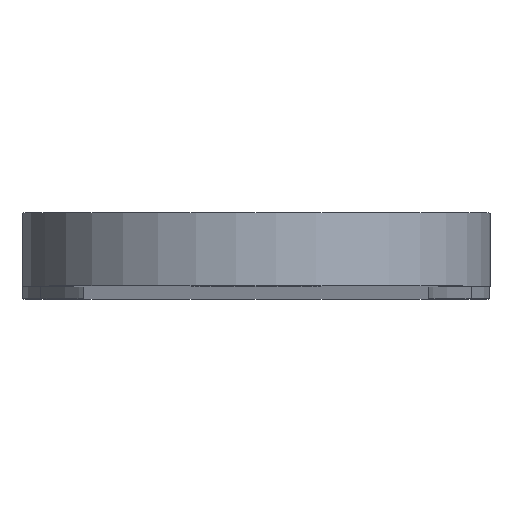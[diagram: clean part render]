
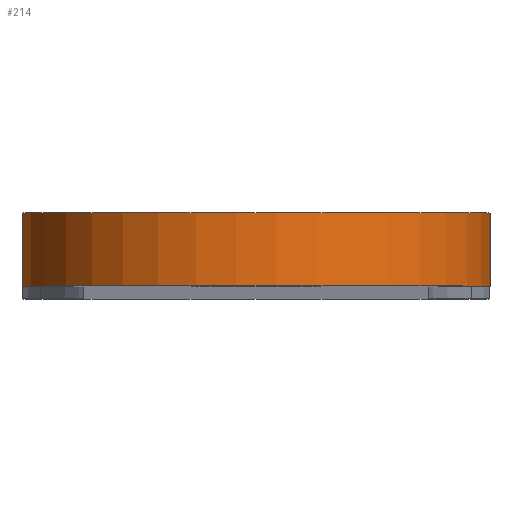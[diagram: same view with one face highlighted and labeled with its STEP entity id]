
A CAD part, top view. The second image highlights one B-rep face of the part: STEP entity #214.
In plain terms, the highlighted cylindrical face has radius 5.45 mm (diameter 10.9 mm), a partial arc.
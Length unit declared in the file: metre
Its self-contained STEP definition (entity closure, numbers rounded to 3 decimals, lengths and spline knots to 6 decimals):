
#20=CYLINDRICAL_SURFACE('',#255,0.00545);
#32=LINE('',#379,#44);
#33=LINE('',#380,#45);
#44=VECTOR('',#309,1.);
#45=VECTOR('',#310,1.);
#72=ORIENTED_EDGE('',*,*,#110,.T.);
#73=ORIENTED_EDGE('',*,*,#128,.T.);
#74=ORIENTED_EDGE('',*,*,#120,.F.);
#75=ORIENTED_EDGE('',*,*,#129,.F.);
#110=EDGE_CURVE('',#138,#139,#158,.T.);
#120=EDGE_CURVE('',#148,#149,#166,.T.);
#128=EDGE_CURVE('',#139,#149,#32,.T.);
#129=EDGE_CURVE('',#138,#148,#33,.T.);
#138=VERTEX_POINT('',#342);
#139=VERTEX_POINT('',#343);
#148=VERTEX_POINT('',#363);
#149=VERTEX_POINT('',#364);
#158=CIRCLE('',#240,0.00545);
#166=CIRCLE('',#249,0.00545);
#178=EDGE_LOOP('',(#72,#73,#74,#75));
#196=FACE_BOUND('',#178,.T.);
#214=ADVANCED_FACE('',(#196),#20,.T.);
#240=AXIS2_PLACEMENT_3D('',#341,#273,#274);
#249=AXIS2_PLACEMENT_3D('',#362,#293,#294);
#255=AXIS2_PLACEMENT_3D('',#378,#307,#308);
#273=DIRECTION('',(0.,1.,0.));
#274=DIRECTION('',(-0.918,0.,-0.397));
#293=DIRECTION('',(0.,1.,0.));
#294=DIRECTION('',(-0.918,0.,-0.397));
#307=DIRECTION('',(0.,1.,0.));
#308=DIRECTION('',(0.,0.,1.));
#309=DIRECTION('',(0.,1.,0.));
#310=DIRECTION('',(0.,1.,0.));
#341=CARTESIAN_POINT('',(0.,0.,0.));
#342=CARTESIAN_POINT('',(-0.005002,0.,-0.002165));
#343=CARTESIAN_POINT('',(0.005002,0.,-0.002165));
#362=CARTESIAN_POINT('',(0.,0.0017,0.));
#363=CARTESIAN_POINT('',(-0.005002,0.0017,-0.002165));
#364=CARTESIAN_POINT('',(0.005002,0.0017,-0.002165));
#378=CARTESIAN_POINT('',(0.,0.,0.));
#379=CARTESIAN_POINT('',(0.005002,0.,-0.002165));
#380=CARTESIAN_POINT('',(-0.005002,0.,-0.002165));
